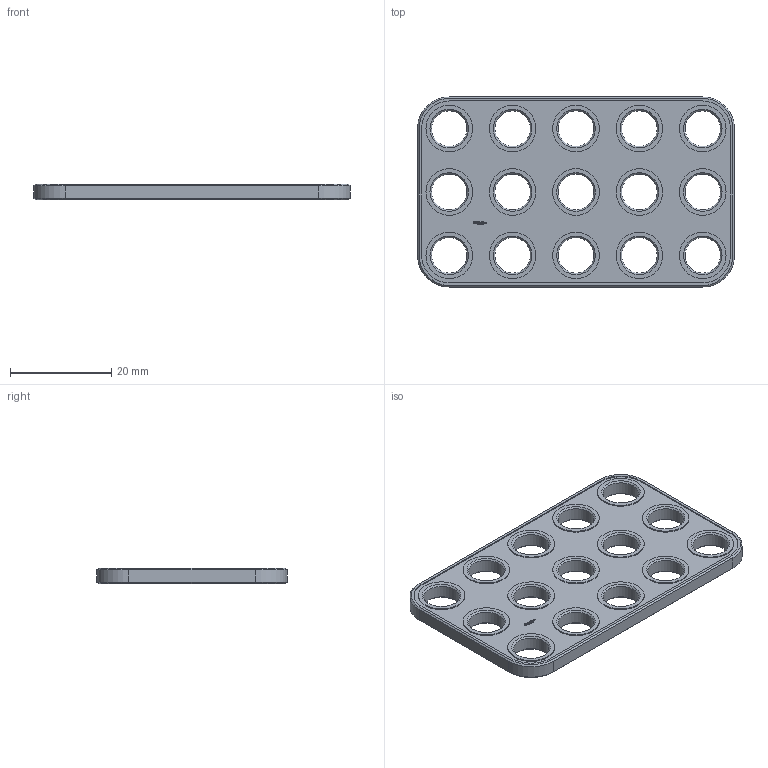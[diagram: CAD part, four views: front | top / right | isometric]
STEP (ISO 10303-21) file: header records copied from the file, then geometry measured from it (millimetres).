
FILE_DESCRIPTION(('FreeCAD Model'),'2;1');
FILE_NAME('Open CASCADE Shape Model','2024-10-08T01:23:34',(''),(''), 'Open CASCADE STEP processor 7.7','FreeCAD','Unknown');
FILE_SCHEMA(('AUTOMOTIVE_DESIGN { 1 0 10303 214 1 1 1 1 }'));
Length unit declared in the file: millimetre
Products named in the file (1): Plate RCT CRNR BU05x03x00.25 - SPN-PLT-0089 (stemfie.org)
Bounding box: 62.5 x 37.5 x 3.12 mm (x, y, z)
Volume: 5135.2 mm3; surface area: 5033.6 mm2
Topology: 1 solids, 1 shells, 588 faces, 1562 edges, 1026 vertices
Faces by surface type: plane 330, extrusion 182, cylinder 38, cone 38
Full cylindrical faces by diameter (mm): 7 x15, 9.2 x15
Entity records: 18761 total; most frequent: CARTESIAN_POINT 4672, ORIENTED_EDGE 3124, DIRECTION 2308, EDGE_CURVE 1562, VECTOR 1266, LINE 1084, VERTEX_POINT 1026, FACE_BOUND 668
